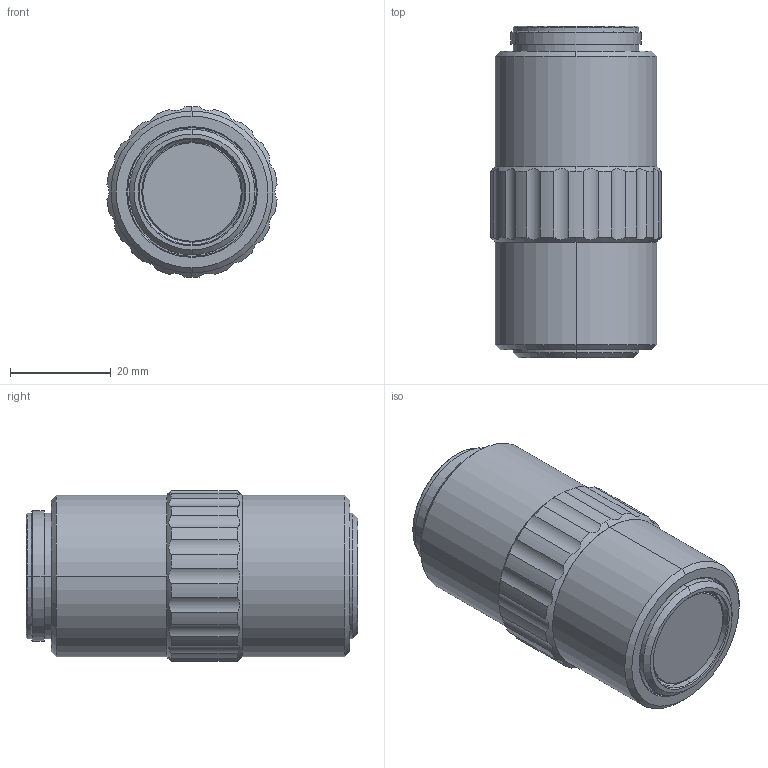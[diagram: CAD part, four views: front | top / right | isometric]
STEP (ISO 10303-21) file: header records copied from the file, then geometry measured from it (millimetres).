
FILE_DESCRIPTION(('Creo Elements/Direct Modeling STEP Export'),'2;1');
FILE_NAME('mplanapo5x_378_802_6.stp','2015-08-06T16:00:59',(''),(''),'Creo Elements/Direct Modeling STEP processor for AP214 (Solid Model)','Creo Elements/Direct Modeling 18.1B 29-Sep-2012 (C) Parametric Technology GmbH','');
FILE_SCHEMA(('AUTOMOTIVE_DESIGN { 1 0 10303 214 1 1 1 1 }'));
Length unit declared in the file: millimetre
Products named in the file (1): mplanapo5x_378_802_6
Bounding box: 33.86 x 66 x 34 mm (x, y, z)
Volume: 50317.4 mm3; surface area: 9992.2 mm2
Topology: 1 solids, 1 shells, 113 faces, 284 edges, 184 vertices
Faces by surface type: cylinder 66, cone 34, plane 13
Entity records: 3566 total; most frequent: CARTESIAN_POINT 796, ORIENTED_EDGE 568, DIRECTION 452, EDGE_CURVE 284, VERTEX_POINT 184, AXIS2_PLACEMENT_3D 176, EDGE_LOOP 124, FACE_OUTER_BOUND 113
